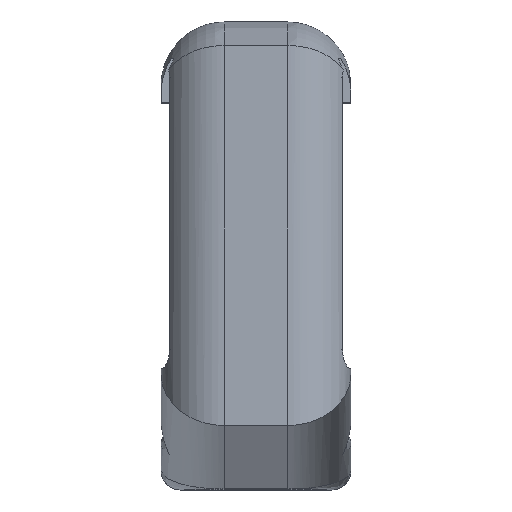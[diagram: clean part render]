
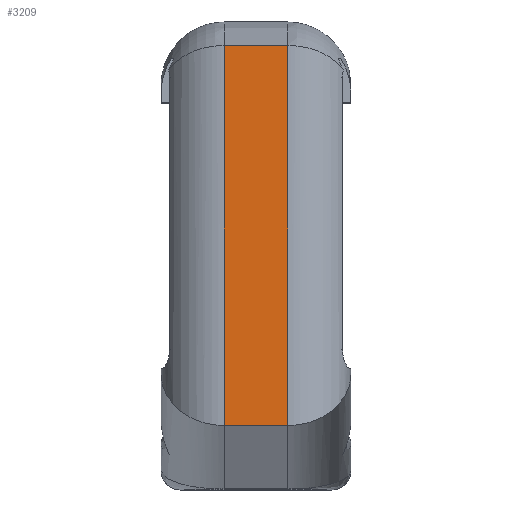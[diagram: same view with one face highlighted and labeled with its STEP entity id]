
A CAD part, top view. The second image highlights one B-rep face of the part: STEP entity #3209.
In plain terms, the highlighted planar face has unit normal (0, 0, 1).
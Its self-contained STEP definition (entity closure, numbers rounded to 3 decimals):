
#151 = VERTEX_POINT ( 'NONE', #2228 ) ;
#299 = CARTESIAN_POINT ( 'NONE',  ( -5., -9.766, 80. ) ) ;
#360 = VERTEX_POINT ( 'NONE', #920 ) ;
#389 = DIRECTION ( 'NONE',  ( 0., 0., 1. ) ) ;
#405 = CARTESIAN_POINT ( 'NONE',  ( -15., 0., 80. ) ) ;
#437 = DIRECTION ( 'NONE',  ( 1., 0., 0. ) ) ;
#441 = PLANE ( 'NONE',  #2433 ) ;
#461 = ORIENTED_EDGE ( 'NONE', *, *, #700, .T. ) ;
#488 = VERTEX_POINT ( 'NONE', #3384 ) ;
#509 = VECTOR ( 'NONE', #437, 1000. ) ;
#569 = DIRECTION ( 'NONE',  ( 0., -1., 0. ) ) ;
#614 = DIRECTION ( 'NONE',  ( 0., 1., 0. ) ) ;
#683 = LINE ( 'NONE', #2805, #509 ) ;
#700 = EDGE_CURVE ( 'NONE', #488, #360, #808, .T. ) ;
#802 = DIRECTION ( 'NONE',  ( 1., 0., 0. ) ) ;
#808 = LINE ( 'NONE', #299, #1017 ) ;
#829 = EDGE_CURVE ( 'NONE', #360, #151, #683, .T. ) ;
#865 = CARTESIAN_POINT ( 'NONE',  ( 5., 50.234, 80. ) ) ;
#920 = CARTESIAN_POINT ( 'NONE',  ( -5., -9.766, 80. ) ) ;
#968 = VECTOR ( 'NONE', #614, 1000. ) ;
#1017 = VECTOR ( 'NONE', #569, 1000. ) ;
#1159 = FACE_OUTER_BOUND ( 'NONE', #2962, .T. ) ;
#1343 = VERTEX_POINT ( 'NONE', #865 ) ;
#1388 = CARTESIAN_POINT ( 'NONE',  ( 5., 0., 80. ) ) ;
#1418 = ORIENTED_EDGE ( 'NONE', *, *, #2657, .F. ) ;
#1742 = EDGE_CURVE ( 'NONE', #151, #1343, #3267, .T. ) ;
#2044 = ORIENTED_EDGE ( 'NONE', *, *, #829, .T. ) ;
#2069 = ORIENTED_EDGE ( 'NONE', *, *, #1742, .T. ) ;
#2103 = LINE ( 'NONE', #2944, #3293 ) ;
#2228 = CARTESIAN_POINT ( 'NONE',  ( 5., -9.766, 80. ) ) ;
#2433 = AXIS2_PLACEMENT_3D ( 'NONE', #405, #389, #2481 ) ;
#2481 = DIRECTION ( 'NONE',  ( 1., 0., 0. ) ) ;
#2657 = EDGE_CURVE ( 'NONE', #488, #1343, #2103, .T. ) ;
#2805 = CARTESIAN_POINT ( 'NONE',  ( -15., -9.766, 80. ) ) ;
#2944 = CARTESIAN_POINT ( 'NONE',  ( -15., 50.234, 80. ) ) ;
#2962 = EDGE_LOOP ( 'NONE', ( #1418, #461, #2044, #2069 ) ) ;
#3209 = ADVANCED_FACE ( 'NONE', ( #1159 ), #441, .T. ) ;
#3267 = LINE ( 'NONE', #1388, #968 ) ;
#3293 = VECTOR ( 'NONE', #802, 1000. ) ;
#3384 = CARTESIAN_POINT ( 'NONE',  ( -5., 50.234, 80. ) ) ;
